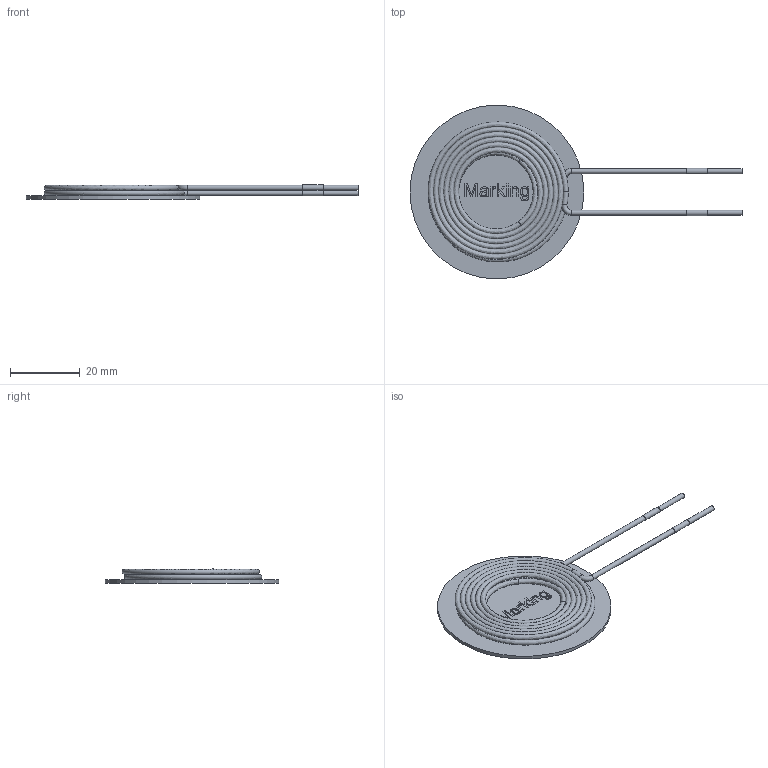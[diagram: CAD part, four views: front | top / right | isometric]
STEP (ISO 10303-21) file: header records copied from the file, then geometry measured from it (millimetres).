
FILE_DESCRIPTION( ( 'Unknown' ), '1' );
FILE_NAME( '760308101141.stp', 'Unknown', ( 'Unknown' ), ( 'Unknown' ), 'PSStep 19.0.9', 'Unknown', ' ' );
FILE_SCHEMA( ( 'AUTOMOTIVE_DESIGN { 1 0 10303 214 1 1 1 1 }' ) );
Length unit declared in the file: millimetre
Products named in the file (3): Assem1; shield; Wire
Assembly tree (2 placements, depth 2):
  Assem1
    shield
    Wire
Bounding box: 95.5 x 50 x 4.08 mm (x, y, z)
Volume: 4060.2 mm3; surface area: 9883.9 mm2
Topology: 2 solids, 2 shells, 94 faces, 239 edges, 159 vertices
Faces by surface type: plane 64, extrusion 16, cylinder 7, torus 4, bspline 3
Full cylindrical faces by diameter (mm): 1.45 x4, 1.6 x2, 50 x1
Entity records: 6187 total; most frequent: CARTESIAN_POINT 3479, ORIENTED_EDGE 422, DIRECTION 273, EDGE_CURVE 211, VERTEX_POINT 149, B_SPLINE_CURVE_WITH_KNOTS 146, EDGE_LOOP 129, FACE_OUTER_BOUND 109
